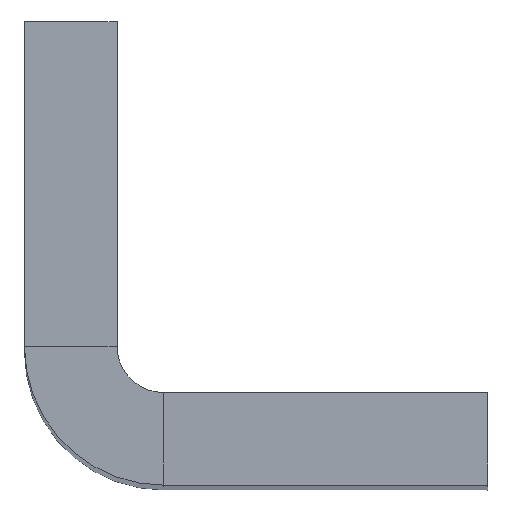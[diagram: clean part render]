
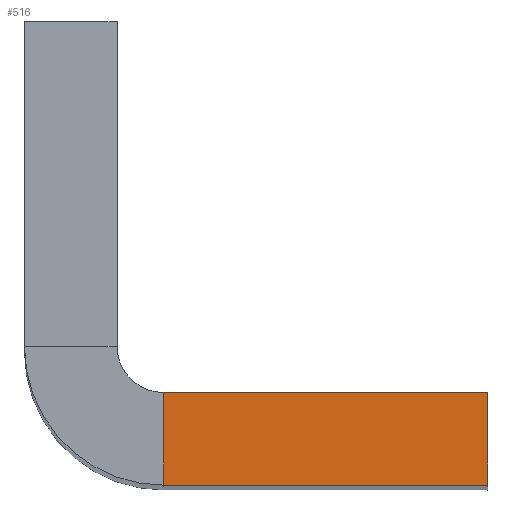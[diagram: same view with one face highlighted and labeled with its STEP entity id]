
A CAD part, top view. The second image highlights one B-rep face of the part: STEP entity #516.
In plain terms, the highlighted planar face has unit normal (0, 0, 1).
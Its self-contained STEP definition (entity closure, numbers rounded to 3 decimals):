
#31=PLANE('',#555);
#57=FACE_OUTER_BOUND('',#89,.T.);
#89=EDGE_LOOP('',(#390,#391,#392,#393));
#123=LINE('',#762,#175);
#133=LINE('',#786,#185);
#139=LINE('',#797,#191);
#141=LINE('',#800,#193);
#175=VECTOR('',#606,10.);
#185=VECTOR('',#626,10.);
#191=VECTOR('',#638,10.);
#193=VECTOR('',#642,10.);
#247=VERTEX_POINT('',#757);
#248=VERTEX_POINT('',#761);
#254=VERTEX_POINT('',#776);
#257=VERTEX_POINT('',#784);
#291=EDGE_CURVE('',#247,#248,#123,.T.);
#303=EDGE_CURVE('',#254,#257,#133,.T.);
#309=EDGE_CURVE('',#254,#247,#139,.T.);
#311=EDGE_CURVE('',#257,#248,#141,.T.);
#390=ORIENTED_EDGE('',*,*,#303,.T.);
#391=ORIENTED_EDGE('',*,*,#311,.T.);
#392=ORIENTED_EDGE('',*,*,#291,.F.);
#393=ORIENTED_EDGE('',*,*,#309,.F.);
#516=ADVANCED_FACE('',(#57),#31,.F.);
#555=AXIS2_PLACEMENT_3D('',#799,#640,#641);
#606=DIRECTION('',(1.,0.,0.));
#626=DIRECTION('',(1.,0.,0.));
#638=DIRECTION('',(0.,1.,0.));
#640=DIRECTION('center_axis',(0.,0.,-1.));
#641=DIRECTION('ref_axis',(-1.,0.,0.));
#642=DIRECTION('',(0.,1.,0.));
#757=CARTESIAN_POINT('',(3.,2.,60.));
#761=CARTESIAN_POINT('',(10.,2.,60.));
#762=CARTESIAN_POINT('',(0.,2.,60.));
#776=CARTESIAN_POINT('',(3.,0.,60.));
#784=CARTESIAN_POINT('',(10.,0.,60.));
#786=CARTESIAN_POINT('',(0.,0.,60.));
#797=CARTESIAN_POINT('',(3.,0.,60.));
#799=CARTESIAN_POINT('Origin',(6.5,0.,60.));
#800=CARTESIAN_POINT('',(10.,0.,60.));
